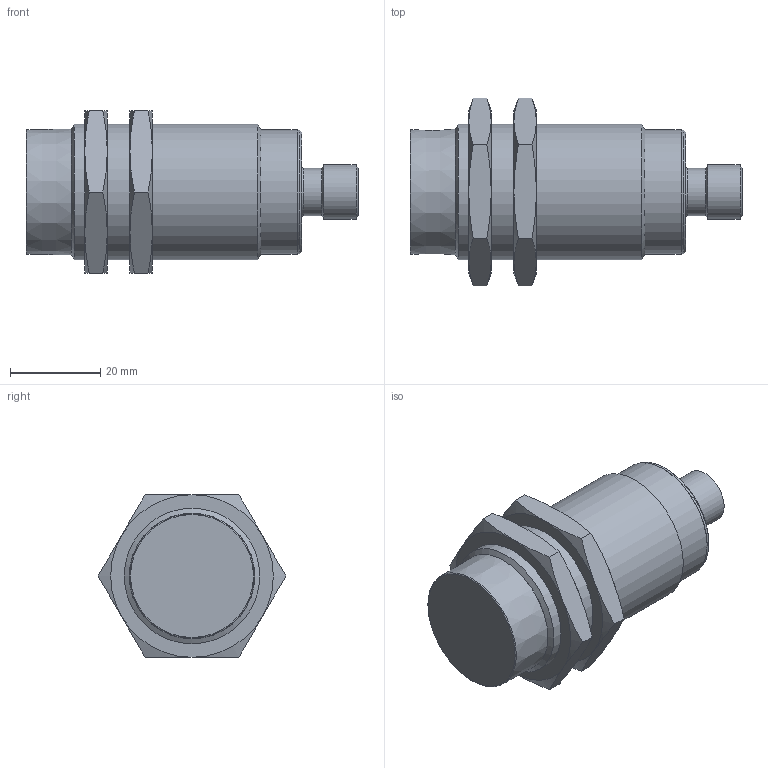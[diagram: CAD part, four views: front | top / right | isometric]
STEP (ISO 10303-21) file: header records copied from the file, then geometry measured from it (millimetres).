
FILE_DESCRIPTION(/* description */ ('STEP AP214'),/* implementation_level */ '2;1');
FILE_NAME(/* name */ 'DW-AS-519-M30-390',/* time_stamp */ '2023-03-29T10:15:45+02:00',/* author */ ('License CC BY-ND 4.0'),/* organization */ ('CADENAS'),/* preprocessor_version */ 'ST-DEVELOPER v19.3',/* originating_system */ 'PARTsolutions',/* authorisation */ ' ');
FILE_SCHEMA (('AUTOMOTIVE_DESIGN {1 0 10303 214 3 1 1}'));
Length unit declared in the file: millimetre
Products named in the file (1): DW-AS-519-M30-390
Bounding box: 73.5 x 41.57 x 36 mm (x, y, z)
Volume: 45787 mm3; surface area: 9571.1 mm2
Topology: 1 solids, 1 shells, 98 faces, 229 edges, 141 vertices
Faces by surface type: plane 39, cone 32, cylinder 20, sphere 4, torus 3
Full cylindrical faces by diameter (mm): 1 x4, 1.75 x1, 8.4 x1, 10.55 x1, 12 x1, 27.3 x1, 27.5 x1, 30 x3
Entity records: 3294 total; most frequent: CARTESIAN_POINT 577, DIRECTION 410, ORIENTED_EDGE 380, EDGE_CURVE 190, AXIS2_PLACEMENT_3D 171, FACE_BOUND 134, EDGE_LOOP 133, VERTEX_POINT 130
